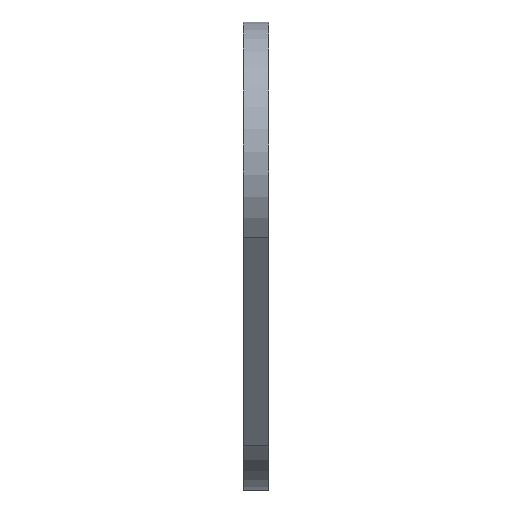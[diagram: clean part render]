
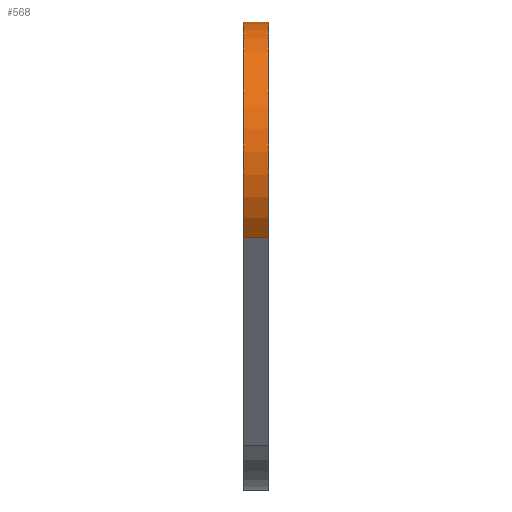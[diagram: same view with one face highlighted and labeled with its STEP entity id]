
A CAD part, front view. The second image highlights one B-rep face of the part: STEP entity #568.
In plain terms, the highlighted cylindrical face has radius 5.2 mm (diameter 10.4 mm), a partial arc.
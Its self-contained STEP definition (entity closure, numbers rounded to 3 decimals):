
#14 = FACE_OUTER_BOUND ( 'NONE', #193, .T. ) ;
#31 = DIRECTION ( 'NONE',  ( 0., 0., -1. ) ) ;
#38 = LINE ( 'NONE', #85, #286 ) ;
#45 = CARTESIAN_POINT ( 'NONE',  ( 0., -10.625, 5.156 ) ) ;
#55 = DIRECTION ( 'NONE',  ( 1., 0., 0. ) ) ;
#56 = EDGE_CURVE ( 'NONE', #636, #235, #115, .T. ) ;
#62 = AXIS2_PLACEMENT_3D ( 'NONE', #543, #55, #31 ) ;
#65 = VERTEX_POINT ( 'NONE', #111 ) ;
#68 = CYLINDRICAL_SURFACE ( 'NONE', #495, 5.2 ) ;
#85 = CARTESIAN_POINT ( 'NONE',  ( 1., -14.723, -3.245 ) ) ;
#89 = EDGE_CURVE ( 'NONE', #636, #65, #207, .T. ) ;
#111 = CARTESIAN_POINT ( 'NONE',  ( 1., -14.723, -3.245 ) ) ;
#115 = LINE ( 'NONE', #643, #462 ) ;
#116 = ORIENTED_EDGE ( 'NONE', *, *, #89, .F. ) ;
#119 = CARTESIAN_POINT ( 'NONE',  ( 1., -10.625, -0.044 ) ) ;
#152 = CARTESIAN_POINT ( 'NONE',  ( 1., -10.625, 5.156 ) ) ;
#193 = EDGE_LOOP ( 'NONE', ( #116, #690, #258, #560 ) ) ;
#207 = CIRCLE ( 'NONE', #62, 5.2 ) ;
#226 = DIRECTION ( 'NONE',  ( -1., 0., 0. ) ) ;
#232 = EDGE_CURVE ( 'NONE', #235, #390, #694, .T. ) ;
#235 = VERTEX_POINT ( 'NONE', #45 ) ;
#241 = EDGE_CURVE ( 'NONE', #65, #390, #38, .T. ) ;
#257 = DIRECTION ( 'NONE',  ( 0., 0., -1. ) ) ;
#258 = ORIENTED_EDGE ( 'NONE', *, *, #232, .T. ) ;
#279 = DIRECTION ( 'NONE',  ( 0., 0., 1. ) ) ;
#286 = VECTOR ( 'NONE', #483, 1000. ) ;
#390 = VERTEX_POINT ( 'NONE', #496 ) ;
#462 = VECTOR ( 'NONE', #226, 1000. ) ;
#483 = DIRECTION ( 'NONE',  ( -1., 0., 0. ) ) ;
#495 = AXIS2_PLACEMENT_3D ( 'NONE', #119, #564, #279 ) ;
#496 = CARTESIAN_POINT ( 'NONE',  ( 0., -14.723, -3.245 ) ) ;
#543 = CARTESIAN_POINT ( 'NONE',  ( 1., -10.625, -0.044 ) ) ;
#560 = ORIENTED_EDGE ( 'NONE', *, *, #241, .F. ) ;
#564 = DIRECTION ( 'NONE',  ( -1., 0., 0. ) ) ;
#568 = ADVANCED_FACE ( 'NONE', ( #14 ), #68, .T. ) ;
#573 = CARTESIAN_POINT ( 'NONE',  ( 0., -10.625, -0.044 ) ) ;
#578 = DIRECTION ( 'NONE',  ( 1., 0., 0. ) ) ;
#636 = VERTEX_POINT ( 'NONE', #152 ) ;
#643 = CARTESIAN_POINT ( 'NONE',  ( 1., -10.625, 5.156 ) ) ;
#647 = AXIS2_PLACEMENT_3D ( 'NONE', #573, #578, #257 ) ;
#690 = ORIENTED_EDGE ( 'NONE', *, *, #56, .T. ) ;
#694 = CIRCLE ( 'NONE', #647, 5.2 ) ;
